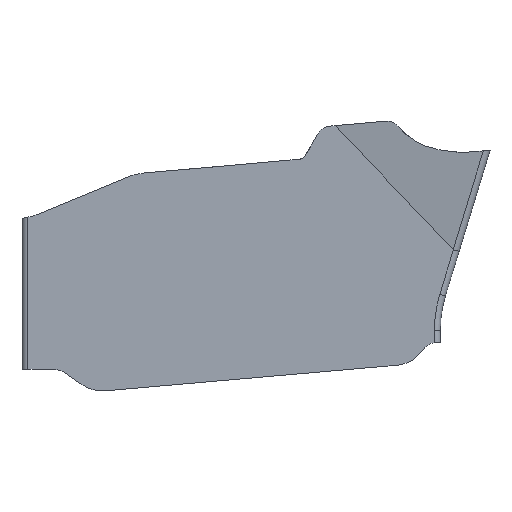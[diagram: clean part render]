
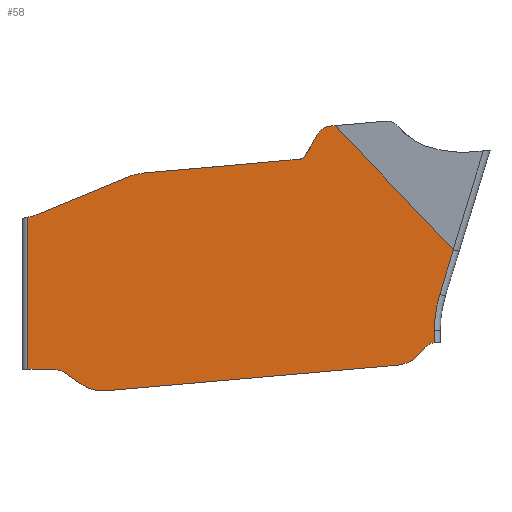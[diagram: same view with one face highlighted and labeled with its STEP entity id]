
A CAD part, left-side view. The second image highlights one B-rep face of the part: STEP entity #58.
In plain terms, the highlighted planar face has unit normal (-1, 0, 0).
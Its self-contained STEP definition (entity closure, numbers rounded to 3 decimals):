
#58=ADVANCED_FACE('',(#114),#97,.T.);
#97=PLANE('',#803);
#114=FACE_OUTER_BOUND('',#153,.T.);
#153=EDGE_LOOP('',(#353,#354,#355,#356,#357,#358,#359,#360,#361,#362,#363,
#364,#365,#366,#367,#368,#369,#370,#371,#372,#373));
#192=ELLIPSE('',#796,1.193,0.1);
#216=LINE('',#1234,#279);
#217=LINE('',#1238,#280);
#218=LINE('',#1242,#281);
#219=LINE('',#1244,#282);
#220=LINE('',#1279,#283);
#221=LINE('',#1283,#284);
#222=LINE('',#1285,#285);
#223=LINE('',#1287,#286);
#224=LINE('',#1291,#287);
#225=LINE('',#1295,#288);
#226=LINE('',#1299,#289);
#279=VECTOR('',#901,1.);
#280=VECTOR('',#904,1.);
#281=VECTOR('',#907,1.);
#282=VECTOR('',#908,1.);
#283=VECTOR('',#913,1.);
#284=VECTOR('',#916,1.);
#285=VECTOR('',#917,1.);
#286=VECTOR('',#918,1.);
#287=VECTOR('',#921,1.);
#288=VECTOR('',#924,1.);
#289=VECTOR('',#927,1.);
#353=ORIENTED_EDGE('',*,*,#637,.F.);
#354=ORIENTED_EDGE('',*,*,#638,.T.);
#355=ORIENTED_EDGE('',*,*,#639,.T.);
#356=ORIENTED_EDGE('',*,*,#640,.T.);
#357=ORIENTED_EDGE('',*,*,#641,.T.);
#358=ORIENTED_EDGE('',*,*,#642,.T.);
#359=ORIENTED_EDGE('',*,*,#643,.T.);
#360=ORIENTED_EDGE('',*,*,#644,.T.);
#361=ORIENTED_EDGE('',*,*,#645,.T.);
#362=ORIENTED_EDGE('',*,*,#646,.T.);
#363=ORIENTED_EDGE('',*,*,#647,.T.);
#364=ORIENTED_EDGE('',*,*,#648,.T.);
#365=ORIENTED_EDGE('',*,*,#649,.T.);
#366=ORIENTED_EDGE('',*,*,#650,.T.);
#367=ORIENTED_EDGE('',*,*,#651,.F.);
#368=ORIENTED_EDGE('',*,*,#652,.F.);
#369=ORIENTED_EDGE('',*,*,#653,.F.);
#370=ORIENTED_EDGE('',*,*,#654,.F.);
#371=ORIENTED_EDGE('',*,*,#655,.F.);
#372=ORIENTED_EDGE('',*,*,#656,.F.);
#373=ORIENTED_EDGE('',*,*,#657,.F.);
#567=VERTEX_POINT('',#1232);
#568=VERTEX_POINT('',#1233);
#569=VERTEX_POINT('',#1235);
#570=VERTEX_POINT('',#1237);
#571=VERTEX_POINT('',#1239);
#572=VERTEX_POINT('',#1241);
#573=VERTEX_POINT('',#1243);
#574=VERTEX_POINT('',#1245);
#575=VERTEX_POINT('',#1247);
#576=VERTEX_POINT('',#1276);
#577=VERTEX_POINT('',#1278);
#578=VERTEX_POINT('',#1280);
#579=VERTEX_POINT('',#1282);
#580=VERTEX_POINT('',#1284);
#581=VERTEX_POINT('',#1286);
#582=VERTEX_POINT('',#1288);
#583=VERTEX_POINT('',#1290);
#584=VERTEX_POINT('',#1292);
#585=VERTEX_POINT('',#1294);
#586=VERTEX_POINT('',#1296);
#587=VERTEX_POINT('',#1298);
#637=EDGE_CURVE('',#567,#568,#731,.T.);
#638=EDGE_CURVE('',#567,#569,#216,.T.);
#639=EDGE_CURVE('',#569,#570,#732,.T.);
#640=EDGE_CURVE('',#570,#571,#217,.T.);
#641=EDGE_CURVE('',#571,#572,#192,.T.);
#642=EDGE_CURVE('',#572,#573,#218,.T.);
#643=EDGE_CURVE('',#573,#574,#219,.T.);
#644=EDGE_CURVE('',#574,#575,#733,.T.);
#645=EDGE_CURVE('',#575,#576,#758,.T.);
#646=EDGE_CURVE('',#576,#577,#734,.T.);
#647=EDGE_CURVE('',#577,#578,#220,.T.);
#648=EDGE_CURVE('',#578,#579,#735,.T.);
#649=EDGE_CURVE('',#579,#580,#221,.T.);
#650=EDGE_CURVE('',#580,#581,#222,.T.);
#651=EDGE_CURVE('',#582,#581,#223,.T.);
#652=EDGE_CURVE('',#583,#582,#736,.T.);
#653=EDGE_CURVE('',#584,#583,#224,.T.);
#654=EDGE_CURVE('',#585,#584,#737,.T.);
#655=EDGE_CURVE('',#586,#585,#225,.T.);
#656=EDGE_CURVE('',#587,#586,#738,.T.);
#657=EDGE_CURVE('',#568,#587,#226,.T.);
#731=CIRCLE('',#794,0.21);
#732=CIRCLE('',#795,2.1);
#733=CIRCLE('',#797,0.25);
#734=CIRCLE('',#798,1.);
#735=CIRCLE('',#799,0.4);
#736=CIRCLE('',#800,0.45);
#737=CIRCLE('',#801,0.6);
#738=CIRCLE('',#802,0.6);
#758=B_SPLINE_CURVE_WITH_KNOTS('',3,(#1248,#1249,#1250,#1251,#1252,#1253,
#1254,#1255,#1256,#1257,#1258,#1259,#1260,#1261,#1262,#1263,#1264,#1265,
#1266,#1267,#1268,#1269,#1270,#1271,#1272,#1273,#1274,#1275),
 .UNSPECIFIED.,.F.,.F.,(4,3,3,3,3,3,3,3,3,4),(0.,0.086,0.123,
0.146,0.165,0.184,0.203,
0.281,0.591,1.),.UNSPECIFIED.);
#794=AXIS2_PLACEMENT_3D('',#1231,#899,#900);
#795=AXIS2_PLACEMENT_3D('',#1236,#902,#903);
#796=AXIS2_PLACEMENT_3D('',#1240,#905,#906);
#797=AXIS2_PLACEMENT_3D('',#1246,#909,#910);
#798=AXIS2_PLACEMENT_3D('',#1277,#911,#912);
#799=AXIS2_PLACEMENT_3D('',#1281,#914,#915);
#800=AXIS2_PLACEMENT_3D('',#1289,#919,#920);
#801=AXIS2_PLACEMENT_3D('',#1293,#922,#923);
#802=AXIS2_PLACEMENT_3D('',#1297,#925,#926);
#803=AXIS2_PLACEMENT_3D('',#1300,#928,#929);
#899=DIRECTION('',(-1.,0.,0.));
#900=DIRECTION('',(0.,0.,1.));
#901=DIRECTION('',(0.,0.,1.));
#902=DIRECTION('',(1.,0.,0.));
#903=DIRECTION('',(0.,0.,1.));
#904=DIRECTION('',(0.,-0.292,0.956));
#905=DIRECTION('',(1.,0.,0.));
#906=DIRECTION('',(0.,0.292,-0.956));
#907=DIRECTION('',(0.,0.69,0.724));
#908=DIRECTION('',(0.,0.996,-0.087));
#909=DIRECTION('',(-1.,0.,0.));
#910=DIRECTION('',(0.,0.,1.));
#911=DIRECTION('',(-1.,0.,0.));
#912=DIRECTION('',(0.,0.,1.));
#913=DIRECTION('',(0.,0.924,-0.383));
#914=DIRECTION('',(1.,0.,0.));
#915=DIRECTION('',(0.,0.,1.));
#916=DIRECTION('',(0.,0.977,-0.212));
#917=DIRECTION('',(0.,0.,-1.));
#918=DIRECTION('',(0.,1.,0.));
#919=DIRECTION('',(-1.,0.,0.));
#920=DIRECTION('',(0.,0.,1.));
#921=DIRECTION('',(0.,0.819,0.574));
#922=DIRECTION('',(1.,0.,0.));
#923=DIRECTION('',(0.,0.,1.));
#924=DIRECTION('',(0.,0.996,-0.087));
#925=DIRECTION('',(1.,0.,0.));
#926=DIRECTION('',(0.,0.,1.));
#927=DIRECTION('',(0.,0.609,-0.793));
#928=DIRECTION('',(-1.,0.,0.));
#929=DIRECTION('',(0.,0.,1.));
#1231=CARTESIAN_POINT('',(-0.6,-3.054,-3.505));
#1232=CARTESIAN_POINT('',(-0.6,-3.05,-3.295));
#1233=CARTESIAN_POINT('',(-0.6,-2.887,-3.377));
#1234=CARTESIAN_POINT('',(-0.6,-3.05,-3.079));
#1235=CARTESIAN_POINT('',(-0.6,-3.05,-3.079));
#1236=CARTESIAN_POINT('',(-0.6,-5.15,-3.079));
#1237=CARTESIAN_POINT('',(-0.6,-3.142,-2.465));
#1238=CARTESIAN_POINT('',(-0.6,-3.358,-1.758));
#1239=CARTESIAN_POINT('',(-0.6,-3.375,-1.703));
#1240=CARTESIAN_POINT('',(-0.6,-3.724,-0.562));
#1241=CARTESIAN_POINT('',(-0.6,-3.371,-1.701));
#1242=CARTESIAN_POINT('',(-0.6,-0.919,0.875));
#1243=CARTESIAN_POINT('',(-0.6,-1.353,0.418));
#1244=CARTESIAN_POINT('',(-0.6,0.026,0.298));
#1245=CARTESIAN_POINT('',(-0.6,-1.258,0.41));
#1246=CARTESIAN_POINT('',(-0.6,-1.28,0.161));
#1247=CARTESIAN_POINT('',(-0.6,-1.064,0.286));
#1248=CARTESIAN_POINT('',(-0.6,-1.064,0.286));
#1249=CARTESIAN_POINT('',(-0.6,-1.018,0.206));
#1250=CARTESIAN_POINT('',(-0.6,-0.971,0.127));
#1251=CARTESIAN_POINT('',(-0.6,-0.925,0.047));
#1252=CARTESIAN_POINT('',(-0.6,-0.906,0.013));
#1253=CARTESIAN_POINT('',(-0.6,-0.886,-0.021));
#1254=CARTESIAN_POINT('',(-0.6,-0.866,-0.056));
#1255=CARTESIAN_POINT('',(-0.6,-0.855,-0.076));
#1256=CARTESIAN_POINT('',(-0.6,-0.842,-0.097));
#1257=CARTESIAN_POINT('',(-0.6,-0.825,-0.113));
#1258=CARTESIAN_POINT('',(-0.6,-0.81,-0.127));
#1259=CARTESIAN_POINT('',(-0.6,-0.792,-0.138));
#1260=CARTESIAN_POINT('',(-0.6,-0.774,-0.146));
#1261=CARTESIAN_POINT('',(-0.6,-0.756,-0.155));
#1262=CARTESIAN_POINT('',(-0.6,-0.735,-0.159));
#1263=CARTESIAN_POINT('',(-0.6,-0.715,-0.161));
#1264=CARTESIAN_POINT('',(-0.6,-0.694,-0.163));
#1265=CARTESIAN_POINT('',(-0.6,-0.674,-0.165));
#1266=CARTESIAN_POINT('',(-0.6,-0.653,-0.167));
#1267=CARTESIAN_POINT('',(-0.6,-0.57,-0.174));
#1268=CARTESIAN_POINT('',(-0.6,-0.487,-0.181));
#1269=CARTESIAN_POINT('',(-0.6,-0.404,-0.188));
#1270=CARTESIAN_POINT('',(-0.6,-0.072,-0.217));
#1271=CARTESIAN_POINT('',(-0.6,0.26,-0.247));
#1272=CARTESIAN_POINT('',(-0.6,0.592,-0.276));
#1273=CARTESIAN_POINT('',(-0.6,1.029,-0.314));
#1274=CARTESIAN_POINT('',(-0.6,1.466,-0.352));
#1275=CARTESIAN_POINT('',(-0.6,1.904,-0.39));
#1276=CARTESIAN_POINT('',(-0.6,1.904,-0.39));
#1277=CARTESIAN_POINT('',(-0.6,1.815,-1.386));
#1278=CARTESIAN_POINT('',(-0.6,2.198,-0.463));
#1279=CARTESIAN_POINT('',(-0.6,0.158,0.382));
#1280=CARTESIAN_POINT('',(-0.6,3.757,-1.108));
#1281=CARTESIAN_POINT('',(-0.6,3.91,-0.739));
#1282=CARTESIAN_POINT('',(-0.6,3.825,-1.13));
#1283=CARTESIAN_POINT('',(-0.6,-0.062,-0.288));
#1284=CARTESIAN_POINT('',(-0.6,3.9,-1.146));
#1285=CARTESIAN_POINT('',(-0.6,3.9,0.));
#1286=CARTESIAN_POINT('',(-0.6,3.9,-3.746));
#1287=CARTESIAN_POINT('',(-0.6,0.,-3.746));
#1288=CARTESIAN_POINT('',(-0.6,3.492,-3.746));
#1289=CARTESIAN_POINT('',(-0.6,3.492,-4.196));
#1290=CARTESIAN_POINT('',(-0.6,3.234,-3.827));
#1291=CARTESIAN_POINT('',(-0.6,2.862,-4.088));
#1292=CARTESIAN_POINT('',(-0.6,2.975,-4.009));
#1293=CARTESIAN_POINT('',(-0.6,2.631,-3.517));
#1294=CARTESIAN_POINT('',(-0.6,2.578,-4.115));
#1295=CARTESIAN_POINT('',(-0.6,-0.338,-3.86));
#1296=CARTESIAN_POINT('',(-0.6,-2.411,-3.678));
#1297=CARTESIAN_POINT('',(-0.6,-2.358,-3.081));
#1298=CARTESIAN_POINT('',(-0.6,-2.834,-3.446));
#1299=CARTESIAN_POINT('',(-0.6,-3.448,-2.646));
#1300=CARTESIAN_POINT('',(-0.6,0.,0.));
